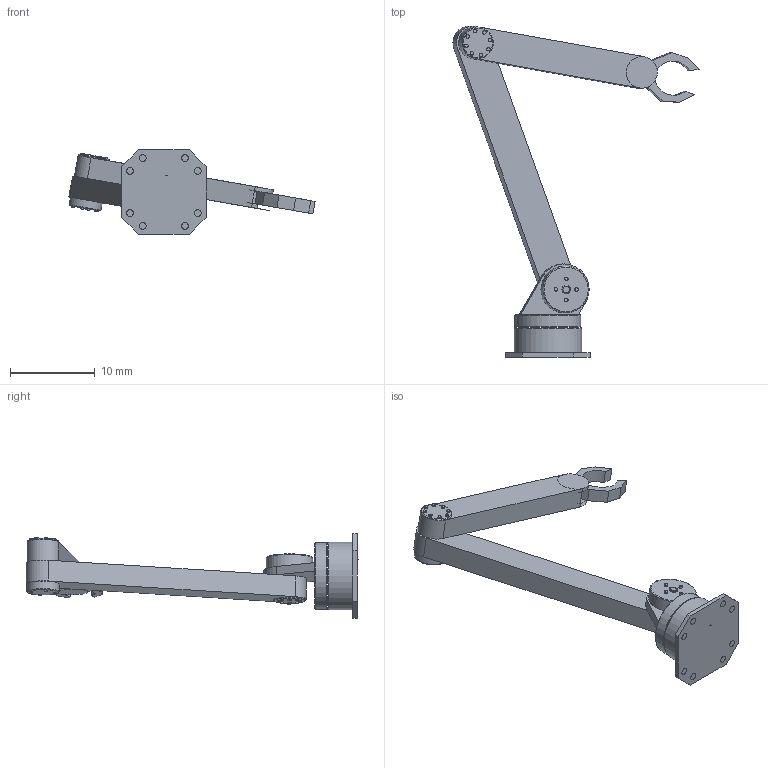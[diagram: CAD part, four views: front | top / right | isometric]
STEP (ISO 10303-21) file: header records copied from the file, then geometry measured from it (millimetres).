
FILE_DESCRIPTION((('zoo.dev export')), '2;1');
FILE_NAME('dump.step', '2024-10-30T17:13:43.026782949+00:00', ('Author unknown'), ('Organization unknown'), 'zoo.dev beta', 'zoo.dev', 'Authorization unknown');
FILE_SCHEMA(('AP203_CONFIGURATION_CONTROLLED_3D_DESIGN_OF_MECHANICAL_PARTS_AND_ASSEMBLIES_MIM_LF'));
Length unit declared in the file: metre
Products named in the file (6): UNIDENTIFIED_PRODUCT
Bounding box: 29.1 x 39.23 x 10 mm (x, y, z)
Volume: 862.2 mm3; surface area: 1397.6 mm2
Topology: 8 solids, 10 shells, 147 faces, 253 edges, 166 vertices
Faces by surface type: plane 88, cylinder 52, torus 7
Full cylindrical faces by diameter (mm): 0.2 x1, 0.4 x24, 0.6 x2, 0.8 x8, 1 x2, 3.7 x1, 3.731 x1, 3.8 x2, 5.5 x1, 7.8 x1, 8 x1
Entity records: 3426 total; most frequent: DIRECTION 575, CARTESIAN_POINT 563, ORIENTED_EDGE 398, AXIS2_PLACEMENT_3D 265, EDGE_CURVE 251, EDGE_LOOP 240, FACE_BOUND 240, VERTEX_POINT 165
